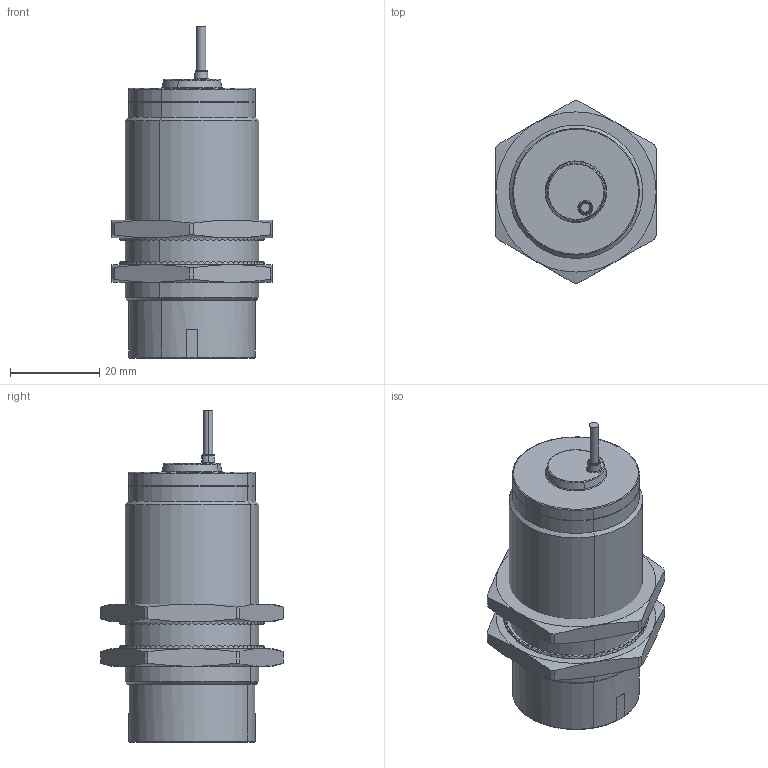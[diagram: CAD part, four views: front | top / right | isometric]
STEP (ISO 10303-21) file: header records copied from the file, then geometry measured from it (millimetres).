
FILE_DESCRIPTION(('STEP AP242'),'1');
FILE_NAME('xs2m30ma250.stp','2021-05-15T04:46:31',('TraceParts'),('TraceParts S.A.'),'Spatial InterOp 3D',' ',' ');
FILE_SCHEMA(('AP242_MANAGED_MODEL_BASED_3D_ENGINEERING_MIM_LF {1 0 10303 442 1 1 4}'));
Length unit declared in the file: millimetre
Products named in the file (1): xs2m30ma250_1
Bounding box: 36 x 41.07 x 74.6 mm (x, y, z)
Volume: 14179.9 mm3; surface area: 17960.2 mm2
Topology: 4 solids, 4 shells, 574 faces, 1607 edges, 1052 vertices
Faces by surface type: plane 479, cone 53, cylinder 24, torus 18
Entity records: 19419 total; most frequent: CARTESIAN_POINT 5465, ORIENTED_EDGE 3214, DIRECTION 2551, EDGE_CURVE 1607, VERTEX_POINT 1052, AXIS2_PLACEMENT_3D 1018, B_SPLINE_CURVE_WITH_KNOTS 652, EDGE_LOOP 589
